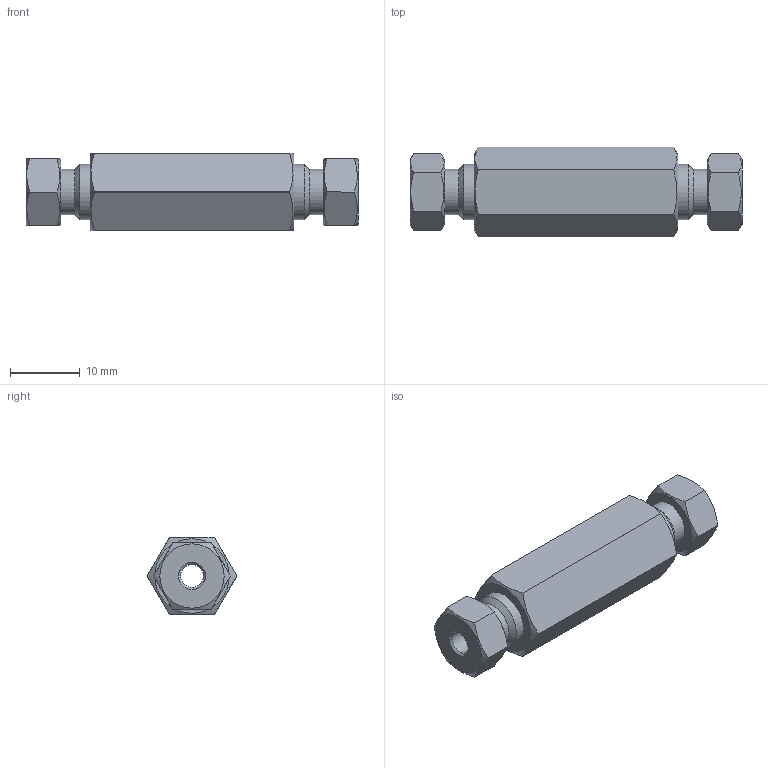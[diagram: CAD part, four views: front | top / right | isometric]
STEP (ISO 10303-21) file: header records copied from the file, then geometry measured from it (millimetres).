
FILE_DESCRIPTION((''),'2;1');
FILE_NAME('305114-ZU2T Internal union.stp','2013-08-23T15:34:54',('Franzp'),(''),'Autodesk Inventor 2013','Autodesk Inventor 2013','');
FILE_SCHEMA(('AUTOMOTIVE_DESIGN { 1 0 10303 214 1 1 1 1 }'));
Length unit declared in the file: millimetre
Products named in the file (1): 305114_Shrinkwrap_1
Bounding box: 47.57 x 12.83 x 11.11 mm (x, y, z)
Surface area: 2491.6 mm2 (no closed solid volume)
Topology: 0 solids, 5 shells, 41 faces, 118 edges, 77 vertices
Faces by surface type: plane 24, cone 11, cylinder 6
Full cylindrical faces by diameter (mm): 3.3 x2, 6.477 x2, 7.938 x2
Entity records: 1264 total; most frequent: CARTESIAN_POINT 284, DIRECTION 182, ORIENTED_EDGE 160, EDGE_CURVE 97, AXIS2_PLACEMENT_3D 79, VERTEX_POINT 73, EDGE_LOOP 64, FACE_OUTER_BOUND 41
